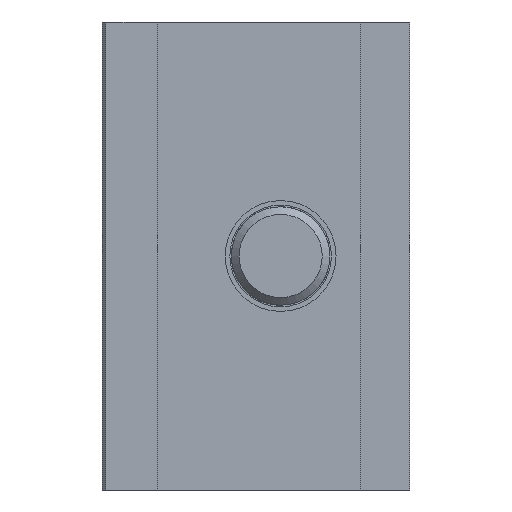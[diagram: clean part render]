
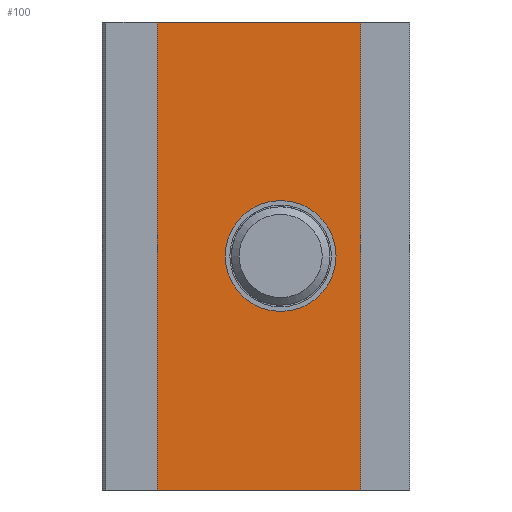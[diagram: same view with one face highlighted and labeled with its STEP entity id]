
A CAD part, front view. The second image highlights one B-rep face of the part: STEP entity #100.
In plain terms, the highlighted planar face has unit normal (0, -1, 0).
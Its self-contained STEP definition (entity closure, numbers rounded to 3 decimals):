
#100 = ADVANCED_FACE( '', ( #206, #207 ), #208, .T. );
#206 = FACE_BOUND( '', #308, .T. );
#207 = FACE_OUTER_BOUND( '', #309, .T. );
#208 = PLANE( '', #310 );
#308 = EDGE_LOOP( '', ( #512 ) );
#309 = EDGE_LOOP( '', ( #513, #514, #515, #516 ) );
#310 = AXIS2_PLACEMENT_3D( '', #517, #518, #519 );
#512 = ORIENTED_EDGE( '', *, *, #566, .F. );
#513 = ORIENTED_EDGE( '', *, *, #619, .F. );
#514 = ORIENTED_EDGE( '', *, *, #601, .F. );
#515 = ORIENTED_EDGE( '', *, *, #588, .T. );
#516 = ORIENTED_EDGE( '', *, *, #612, .T. );
#517 = CARTESIAN_POINT( '', ( 99.5, 1., 19. ) );
#518 = DIRECTION( '', ( 0., -1., 0. ) );
#519 = DIRECTION( '', ( 1., 0., 0. ) );
#566 = EDGE_CURVE( '', #665, #665, #666, .T. );
#588 = EDGE_CURVE( '', #702, #700, #703, .T. );
#601 = EDGE_CURVE( '', #702, #719, #721, .T. );
#612 = EDGE_CURVE( '', #700, #733, #735, .T. );
#619 = EDGE_CURVE( '', #719, #733, #742, .T. );
#665 = VERTEX_POINT( '', #800 );
#666 = CIRCLE( '', #801, 4.5 );
#700 = VERTEX_POINT( '', #881 );
#702 = VERTEX_POINT( '', #884 );
#703 = LINE( '', #885, #886 );
#719 = VERTEX_POINT( '', #907 );
#721 = LINE( '', #910, #911 );
#733 = VERTEX_POINT( '', #927 );
#735 = LINE( '', #930, #931 );
#742 = LINE( '', #941, #942 );
#800 = CARTESIAN_POINT( '', ( 97.5, 1., 0. ) );
#801 = AXIS2_PLACEMENT_3D( '', #975, #976, #977 );
#881 = CARTESIAN_POINT( '', ( 83., 1., 19. ) );
#884 = CARTESIAN_POINT( '', ( 99.5, 1., 19. ) );
#885 = CARTESIAN_POINT( '', ( 99.5, 1., 19. ) );
#886 = VECTOR( '', #995, 1000. );
#907 = CARTESIAN_POINT( '', ( 99.5, 1., -19. ) );
#910 = CARTESIAN_POINT( '', ( 99.5, 1., 19. ) );
#911 = VECTOR( '', #1008, 1000. );
#927 = CARTESIAN_POINT( '', ( 83., 1., -19. ) );
#930 = CARTESIAN_POINT( '', ( 83., 1., 19. ) );
#931 = VECTOR( '', #1017, 1000. );
#941 = CARTESIAN_POINT( '', ( 99.5, 1., -19. ) );
#942 = VECTOR( '', #1021, 1000. );
#975 = CARTESIAN_POINT( '', ( 93., 1., 0. ) );
#976 = DIRECTION( '', ( 0., -1., 0. ) );
#977 = DIRECTION( '', ( 1., 0., 0. ) );
#995 = DIRECTION( '', ( -1., 0., 0. ) );
#1008 = DIRECTION( '', ( 0., 0., -1. ) );
#1017 = DIRECTION( '', ( 0., 0., -1. ) );
#1021 = DIRECTION( '', ( -1., 0., 0. ) );
